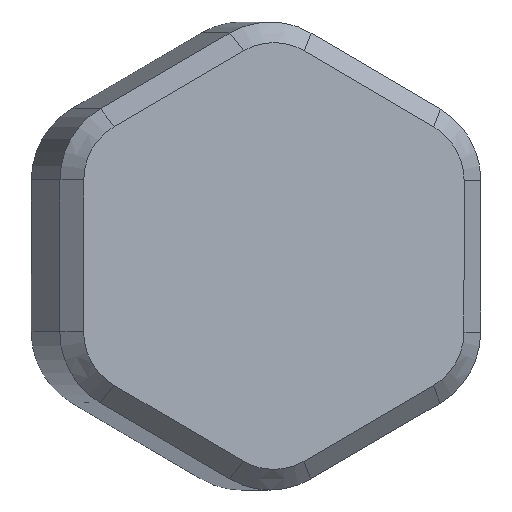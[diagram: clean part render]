
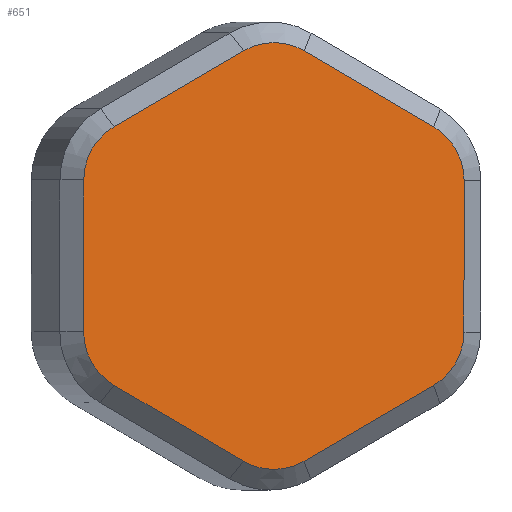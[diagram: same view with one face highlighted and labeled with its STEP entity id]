
A CAD part, left-side view. The second image highlights one B-rep face of the part: STEP entity #651.
In plain terms, the highlighted planar face has unit normal (-0.985, -0.174, 0).
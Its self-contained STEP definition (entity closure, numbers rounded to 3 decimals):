
#39=LINE('',#979,#102);
#44=LINE('',#993,#107);
#48=LINE('',#1005,#111);
#52=LINE('',#1017,#115);
#56=LINE('',#1029,#119);
#60=LINE('',#1041,#123);
#102=VECTOR('',#770,10.);
#107=VECTOR('',#783,10.);
#111=VECTOR('',#795,10.);
#115=VECTOR('',#807,10.);
#119=VECTOR('',#819,10.);
#123=VECTOR('',#831,10.);
#183=FACE_OUTER_BOUND('',#226,.T.);
#226=EDGE_LOOP('',(#499,#500,#501,#502,#503,#504,#505,#506,#507,#508,#509,
#510));
#253=CIRCLE('',#693,3.);
#255=CIRCLE('',#697,3.);
#257=CIRCLE('',#701,3.);
#259=CIRCLE('',#705,3.);
#261=CIRCLE('',#709,3.);
#263=CIRCLE('',#713,3.);
#283=VERTEX_POINT('',#976);
#284=VERTEX_POINT('',#978);
#287=VERTEX_POINT('',#985);
#289=VERTEX_POINT('',#991);
#291=VERTEX_POINT('',#997);
#293=VERTEX_POINT('',#1003);
#295=VERTEX_POINT('',#1009);
#297=VERTEX_POINT('',#1015);
#299=VERTEX_POINT('',#1021);
#301=VERTEX_POINT('',#1027);
#303=VERTEX_POINT('',#1033);
#305=VERTEX_POINT('',#1039);
#336=EDGE_CURVE('',#283,#284,#39,.T.);
#340=EDGE_CURVE('',#287,#283,#253,.T.);
#343=EDGE_CURVE('',#289,#287,#44,.T.);
#346=EDGE_CURVE('',#291,#289,#255,.T.);
#349=EDGE_CURVE('',#293,#291,#48,.T.);
#352=EDGE_CURVE('',#295,#293,#257,.T.);
#355=EDGE_CURVE('',#297,#295,#52,.T.);
#358=EDGE_CURVE('',#299,#297,#259,.T.);
#361=EDGE_CURVE('',#301,#299,#56,.T.);
#364=EDGE_CURVE('',#303,#301,#261,.T.);
#367=EDGE_CURVE('',#305,#303,#60,.T.);
#369=EDGE_CURVE('',#284,#305,#263,.T.);
#499=ORIENTED_EDGE('',*,*,#336,.F.);
#500=ORIENTED_EDGE('',*,*,#340,.F.);
#501=ORIENTED_EDGE('',*,*,#343,.F.);
#502=ORIENTED_EDGE('',*,*,#346,.F.);
#503=ORIENTED_EDGE('',*,*,#349,.F.);
#504=ORIENTED_EDGE('',*,*,#352,.F.);
#505=ORIENTED_EDGE('',*,*,#355,.F.);
#506=ORIENTED_EDGE('',*,*,#358,.F.);
#507=ORIENTED_EDGE('',*,*,#361,.F.);
#508=ORIENTED_EDGE('',*,*,#364,.F.);
#509=ORIENTED_EDGE('',*,*,#367,.F.);
#510=ORIENTED_EDGE('',*,*,#369,.F.);
#620=PLANE('',#724);
#651=ADVANCED_FACE('',(#183),#620,.F.);
#693=AXIS2_PLACEMENT_3D('',#987,#776,#777);
#697=AXIS2_PLACEMENT_3D('',#999,#788,#789);
#701=AXIS2_PLACEMENT_3D('',#1011,#800,#801);
#705=AXIS2_PLACEMENT_3D('',#1023,#812,#813);
#709=AXIS2_PLACEMENT_3D('',#1035,#824,#825);
#713=AXIS2_PLACEMENT_3D('',#1044,#835,#836);
#724=AXIS2_PLACEMENT_3D('',#1072,#867,#868);
#770=DIRECTION('',(-0.15,0.853,-0.499));
#776=DIRECTION('center_axis',(0.985,0.174,0.));
#777=DIRECTION('ref_axis',(0.15,-0.852,-0.501));
#783=DIRECTION('',(0.,0.001,-1.));
#788=DIRECTION('center_axis',(0.985,0.174,0.));
#789=DIRECTION('ref_axis',(0.15,-0.853,0.499));
#795=DIRECTION('',(0.15,-0.852,-0.501));
#800=DIRECTION('center_axis',(0.985,0.174,0.));
#801=DIRECTION('ref_axis',(0.,-0.001,1.));
#807=DIRECTION('',(0.15,-0.853,0.499));
#812=DIRECTION('center_axis',(0.985,0.174,0.));
#813=DIRECTION('ref_axis',(-0.15,0.852,0.501));
#819=DIRECTION('',(0.,-0.001,1.));
#824=DIRECTION('center_axis',(0.985,0.174,0.));
#825=DIRECTION('ref_axis',(-0.15,0.853,-0.499));
#831=DIRECTION('',(-0.15,0.852,0.501));
#835=DIRECTION('center_axis',(0.985,0.174,0.));
#836=DIRECTION('ref_axis',(0.,0.001,-1.));
#867=DIRECTION('center_axis',(0.985,0.174,0.));
#868=DIRECTION('ref_axis',(-0.174,0.985,0.));
#976=CARTESIAN_POINT('',(-459.374,103.711,609.217));
#978=CARTESIAN_POINT('',(-460.485,110.01,605.533));
#979=CARTESIAN_POINT('',(-459.478,104.3,608.872));
#985=CARTESIAN_POINT('',(-459.113,102.231,611.813));
#987=CARTESIAN_POINT('Origin',(-459.634,105.185,611.816));
#991=CARTESIAN_POINT('',(-459.112,102.223,619.194));
#993=CARTESIAN_POINT('',(-459.112,102.224,618.504));
#997=CARTESIAN_POINT('',(-459.372,103.698,621.794));
#999=CARTESIAN_POINT('Origin',(-459.633,105.178,619.197));
#1003=CARTESIAN_POINT('',(-460.481,109.989,625.491));
#1005=CARTESIAN_POINT('',(-460.378,109.401,625.145));
#1009=CARTESIAN_POINT('',(-461.002,112.944,625.494));
#1011=CARTESIAN_POINT('Origin',(-460.742,111.469,622.895));
#1015=CARTESIAN_POINT('',(-462.113,119.243,621.811));
#1017=CARTESIAN_POINT('',(-462.009,118.653,622.155));
#1021=CARTESIAN_POINT('',(-462.374,120.723,619.214));
#1023=CARTESIAN_POINT('Origin',(-461.853,117.768,619.211));
#1027=CARTESIAN_POINT('',(-462.375,120.73,611.833));
#1029=CARTESIAN_POINT('',(-462.375,120.729,612.523));
#1033=CARTESIAN_POINT('',(-462.115,119.256,609.233));
#1035=CARTESIAN_POINT('Origin',(-461.854,117.776,611.83));
#1039=CARTESIAN_POINT('',(-461.006,112.964,605.536));
#1041=CARTESIAN_POINT('',(-461.11,113.553,605.882));
#1044=CARTESIAN_POINT('Origin',(-460.745,111.484,608.132));
#1072=CARTESIAN_POINT('Origin',(-460.744,111.477,615.514));
